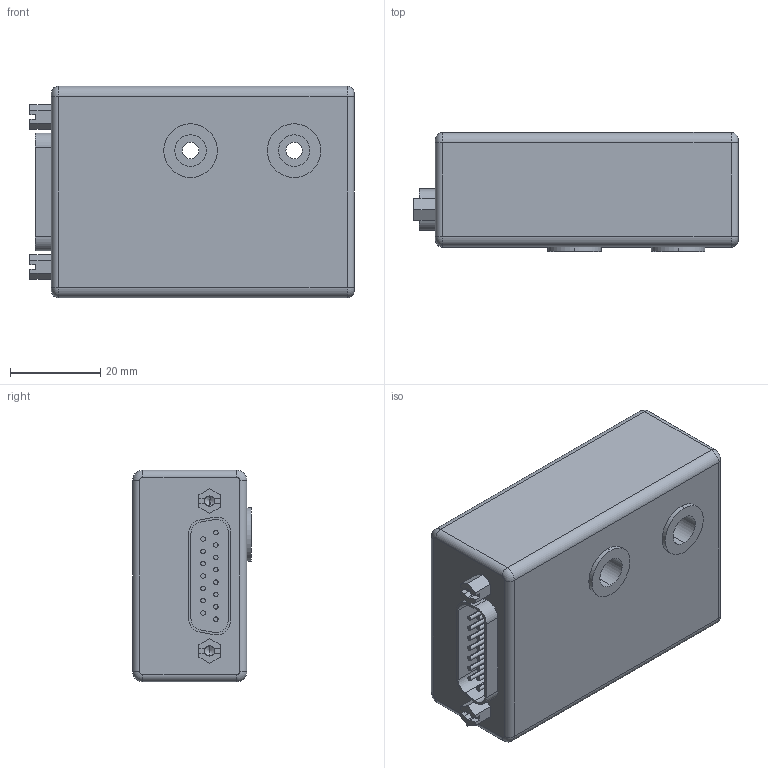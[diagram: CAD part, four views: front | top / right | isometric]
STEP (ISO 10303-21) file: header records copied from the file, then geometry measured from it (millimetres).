
FILE_DESCRIPTION (( 'STEP AP214' ), '1' );
FILE_NAME ('AVPS2-2D.step', '2016-07-27T15:10:22', ( '' ), ( '' ), 'SwSTEP 2.0', 'SolidWorks 2016', '' );
FILE_SCHEMA (( 'AUTOMOTIVE_DESIGN' ));
Length unit declared in the file: inch
Products named in the file (1): AVPS2-2D
Bounding box: 72.06 x 26.42 x 46.99 mm (x, y, z)
Volume: 78464.6 mm3; surface area: 14202.5 mm2
Topology: 1 solids, 1 shells, 173 faces, 412 edges, 266 vertices
Faces by surface type: plane 93, cylinder 68, torus 8, cone 4
Entity records: 6286 total; most frequent: DIRECTION 908, CARTESIAN_POINT 848, ORIENTED_EDGE 816, EDGE_CURVE 408, AXIS2_PLACEMENT_3D 326, VERTEX_POINT 266, VECTOR 256, LINE 256
